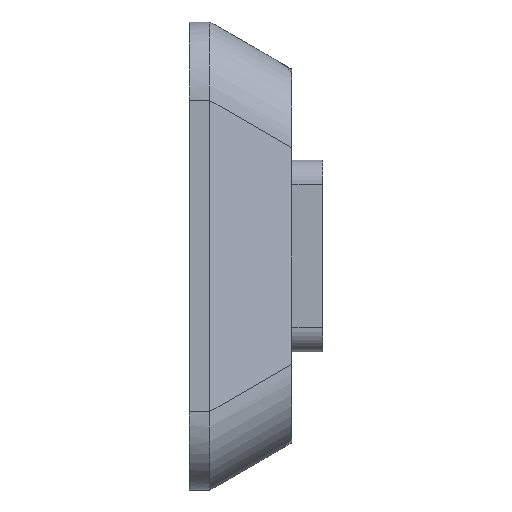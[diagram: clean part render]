
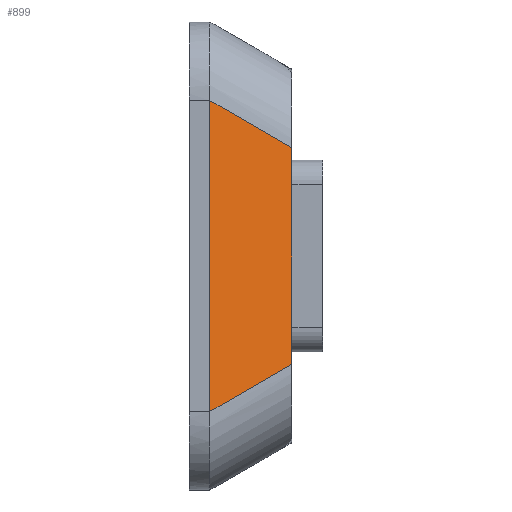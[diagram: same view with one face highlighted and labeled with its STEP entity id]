
A CAD part, left-side view. The second image highlights one B-rep face of the part: STEP entity #899.
In plain terms, the highlighted planar face has unit normal (-0.94, -0.342, 0).
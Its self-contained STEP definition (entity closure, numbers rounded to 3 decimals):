
#62=PLANE('',#995);
#108=FACE_OUTER_BOUND('',#159,.T.);
#159=EDGE_LOOP('',(#782,#783,#784,#785));
#242=LINE('',#1630,#308);
#264=LINE('',#1765,#330);
#279=LINE('',#1833,#345);
#280=LINE('',#1835,#346);
#308=VECTOR('',#1094,10.);
#330=VECTOR('',#1170,10.);
#345=VECTOR('',#1213,10.);
#346=VECTOR('',#1216,10.);
#402=VERTEX_POINT('',#1627);
#403=VERTEX_POINT('',#1629);
#421=VERTEX_POINT('',#1762);
#422=VERTEX_POINT('',#1764);
#499=EDGE_CURVE('',#402,#403,#242,.T.);
#535=EDGE_CURVE('',#422,#421,#264,.T.);
#558=EDGE_CURVE('',#403,#421,#279,.T.);
#559=EDGE_CURVE('',#402,#422,#280,.T.);
#782=ORIENTED_EDGE('',*,*,#558,.F.);
#783=ORIENTED_EDGE('',*,*,#499,.F.);
#784=ORIENTED_EDGE('',*,*,#559,.T.);
#785=ORIENTED_EDGE('',*,*,#535,.T.);
#899=ADVANCED_FACE('',(#108),#62,.T.);
#995=AXIS2_PLACEMENT_3D('',#1834,#1214,#1215);
#1094=DIRECTION('',(-0.301,0.826,-0.477));
#1170=DIRECTION('',(-0.301,0.826,0.477));
#1213=DIRECTION('',(0.,0.,1.));
#1214=DIRECTION('center_axis',(-0.94,-0.342,0.));
#1215=DIRECTION('ref_axis',(0.,0.,-1.));
#1216=DIRECTION('',(0.,0.,1.));
#1627=CARTESIAN_POINT('',(27.,-5.,7.416));
#1629=CARTESIAN_POINT('',(25.544,-1.,5.106));
#1630=CARTESIAN_POINT('',(27.698,-6.918,8.523));
#1762=CARTESIAN_POINT('',(25.544,-1.,20.294));
#1764=CARTESIAN_POINT('',(27.,-5.,17.984));
#1765=CARTESIAN_POINT('',(27.698,-6.918,16.877));
#1833=CARTESIAN_POINT('',(25.544,-1.,6.175));
#1834=CARTESIAN_POINT('Origin',(25.29,-0.302,25.4));
#1835=CARTESIAN_POINT('',(27.,-5.,6.35));
